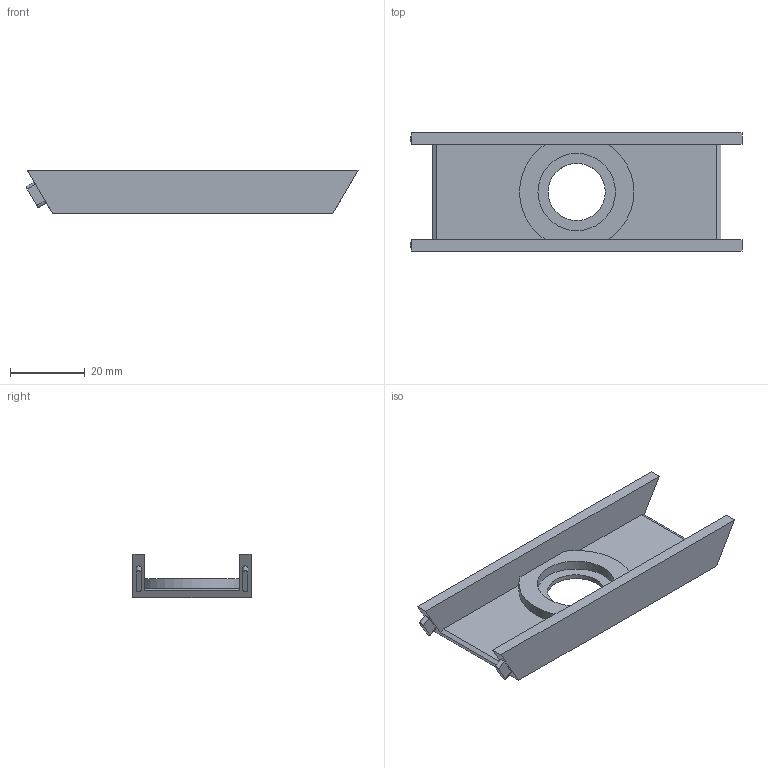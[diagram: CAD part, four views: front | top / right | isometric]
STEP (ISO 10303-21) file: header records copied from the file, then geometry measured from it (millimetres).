
FILE_DESCRIPTION(/* description */ (''),/* implementation_level */ '2;1');
FILE_NAME(/* name */ 'inner ring opening section.step',/* time_stamp */ '2025-06-16T11:16:15-04:00',/* author */ (''),/* organization */ (''),/* preprocessor_version */ 'ST-DEVELOPER v20.1',/* originating_system */ 'Autodesk Translation Framework v14.10.0.0',/* authorisation */ '');
FILE_SCHEMA (('AUTOMOTIVE_DESIGN { 1 0 10303 214 3 1 1 }'));
Length unit declared in the file: inch
Products named in the file (2): inner ring opening section; inner ring section v1 v3
Assembly tree (1 placements, depth 2):
  inner ring opening section
    inner ring section v1 v3
Bounding box: 88.54 x 31.5 x 11.68 mm (x, y, z)
Volume: 10879.7 mm3; surface area: 8712.9 mm2
Topology: 1 solids, 1 shells, 41 faces, 99 edges, 66 vertices
Faces by surface type: plane 28, cylinder 13
Full cylindrical faces by diameter (mm): 15.24 x1, 20.65 x1, 20.701 x1
Entity records: 1258 total; most frequent: DIRECTION 213, CARTESIAN_POINT 209, ORIENTED_EDGE 198, EDGE_CURVE 99, LINE 73, VECTOR 73, AXIS2_PLACEMENT_3D 70, VERTEX_POINT 66
